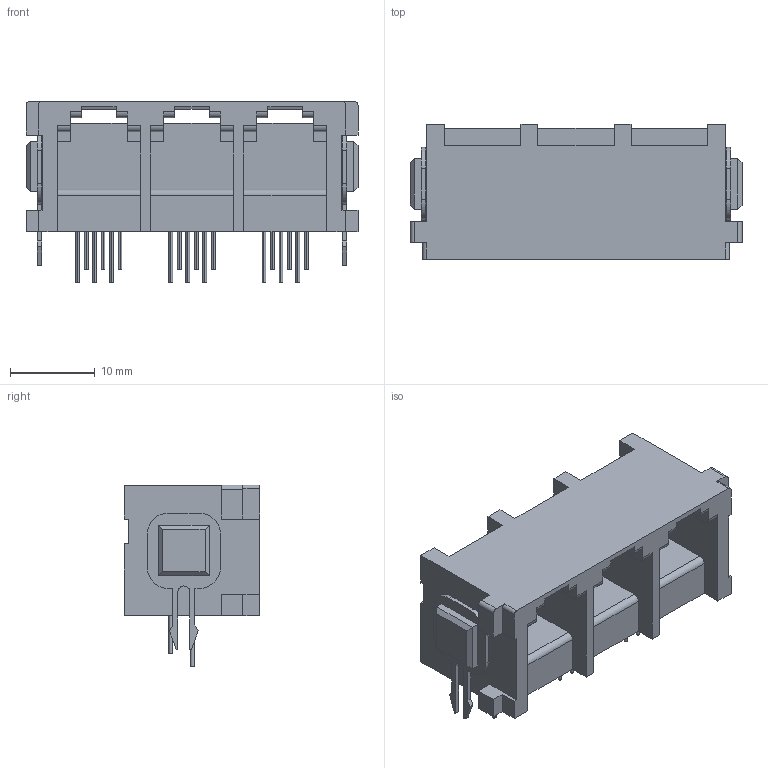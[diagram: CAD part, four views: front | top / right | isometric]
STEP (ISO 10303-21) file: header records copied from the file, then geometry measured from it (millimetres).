
FILE_DESCRIPTION(('FreeCAD Model'),'2;1');
FILE_NAME('TM2REA-2424X27C217565X0.step', '2017-03-09T13:49:18',('kicad StepUp'),('ksu MCAD'), 'Open CASCADE STEP processor 6.8','FreeCAD','Unknown');
FILE_SCHEMA(('AUTOMOTIVE_DESIGN_CC2 { 1 2 10303 214 -1 1 5 4 }'));
Length unit declared in the file: millimetre
Products named in the file (2): ASSEMBLY; 
Assembly tree (1 placements, depth 2):
  ASSEMBLY
  
Bounding box: 39.2 x 16 x 21.44 mm (x, y, z)
Volume: 4911.5 mm3; surface area: 4685.1 mm2
Topology: 1 solids, 1 shells, 272 faces, 742 edges, 490 vertices
Faces by surface type: plane 203, cylinder 69
Entity records: 8583 total; most frequent: CARTESIAN_POINT 1506, ORIENTED_EDGE 1484, DIRECTION 1428, EDGE_CURVE 742, LINE 604, VECTOR 604, VERTEX_POINT 490, AXIS2_PLACEMENT_3D 412
